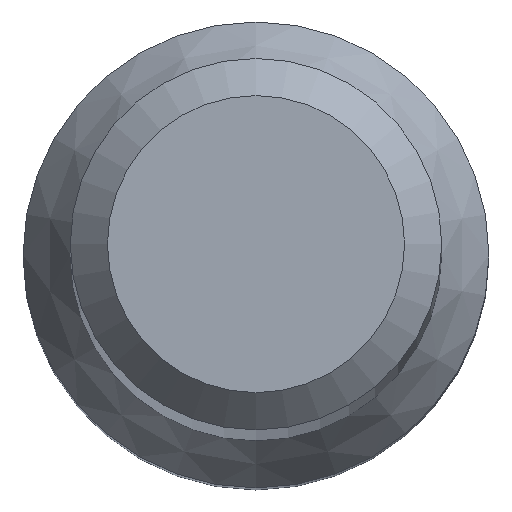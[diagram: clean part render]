
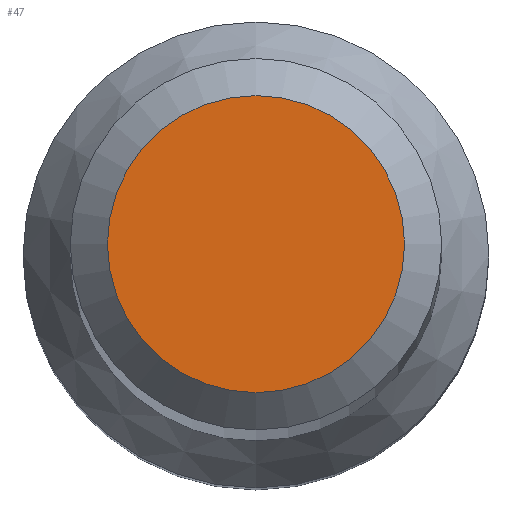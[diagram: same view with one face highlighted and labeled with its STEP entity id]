
A CAD part, top view. The second image highlights one B-rep face of the part: STEP entity #47.
In plain terms, the highlighted planar face has unit normal (0, 0, 1).
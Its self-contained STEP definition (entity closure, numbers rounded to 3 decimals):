
#46 = DIRECTION ( 'NONE',  ( 0., 1., 0. ) ) ;
#47 = ADVANCED_FACE ( 'NONE', ( #155 ), #196, .T. ) ;
#82 = DIRECTION ( 'NONE',  ( 0., 0., -1. ) ) ;
#90 = AXIS2_PLACEMENT_3D ( 'NONE', #103, #82, #46 ) ;
#103 = CARTESIAN_POINT ( 'NONE',  ( 0., 0., 80. ) ) ;
#116 = EDGE_LOOP ( 'NONE', ( #117 ) ) ;
#117 = ORIENTED_EDGE ( 'NONE', *, *, #213, .F. ) ;
#155 = FACE_OUTER_BOUND ( 'NONE', #116, .T. ) ;
#158 = CIRCLE ( 'NONE', #90, 1.6 ) ;
#177 = DIRECTION ( 'NONE',  ( 0., -1., 0. ) ) ;
#191 = AXIS2_PLACEMENT_3D ( 'NONE', #242, #224, #177 ) ;
#196 = PLANE ( 'NONE',  #191 ) ;
#201 = VERTEX_POINT ( 'NONE', #229 ) ;
#213 = EDGE_CURVE ( 'NONE', #201, #201, #158, .T. ) ;
#224 = DIRECTION ( 'NONE',  ( 0., 0., 1. ) ) ;
#229 = CARTESIAN_POINT ( 'NONE',  ( 0., 1.6, 80. ) ) ;
#242 = CARTESIAN_POINT ( 'NONE',  ( 0., 0., 80. ) ) ;
